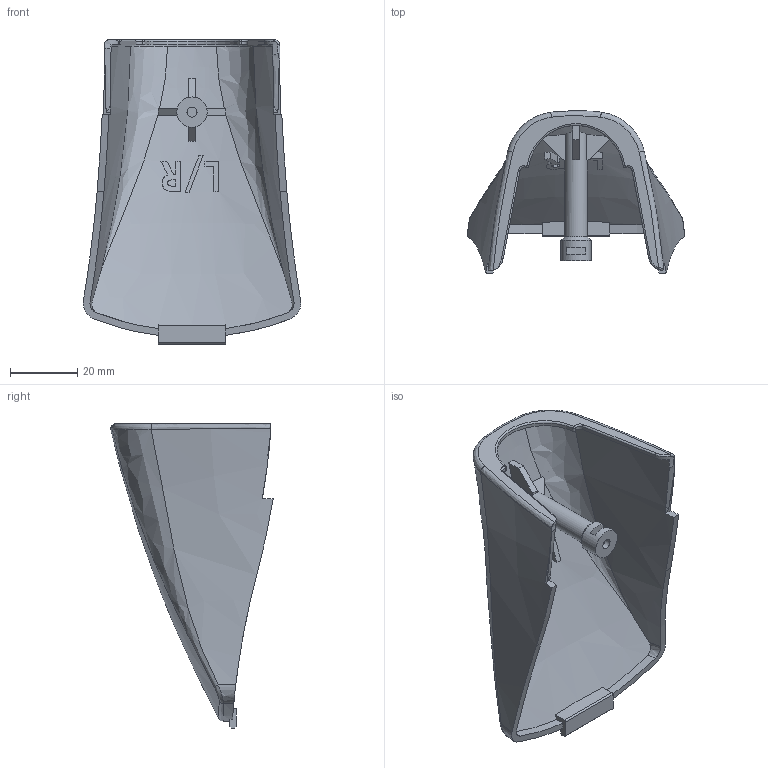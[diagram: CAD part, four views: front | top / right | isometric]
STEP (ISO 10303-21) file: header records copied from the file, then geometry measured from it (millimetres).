
FILE_DESCRIPTION(/* description */ (''),/* implementation_level */ '2;1');
FILE_NAME(/* name */ 'Foot Top Cover Original.step',/* time_stamp */ '2017-06-24T11:28:49+10:00',/* author */ (''),/* organization */ (''),/* preprocessor_version */ 'ST-DEVELOPER v16.13',/* originating_system */ 'Autodesk Translation Framework v6.1.1.50',/* authorisation */ '');
FILE_SCHEMA (('AUTOMOTIVE_DESIGN { 1 0 10303 214 3 1 1 }'));
Length unit declared in the file: millimetre
Products named in the file (1): Foot Top Cover v1
Bounding box: 64.7 x 48.3 x 90.5 mm (x, y, z)
Volume: 19891 mm3; surface area: 20539.3 mm2
Topology: 1 solids, 1 shells, 142 faces, 377 edges, 239 vertices
Faces by surface type: plane 65, bspline 49, cylinder 22, torus 3, sphere 2, cone 1
Full cylindrical faces by diameter (mm): 3 x2, 6.7 x1, 9 x1
Entity records: 10418 total; most frequent: CARTESIAN_POINT 7225, ORIENTED_EDGE 734, DIRECTION 547, EDGE_CURVE 367, VERTEX_POINT 238, AXIS2_PLACEMENT_3D 205, EDGE_LOOP 155, FACE_OUTER_BOUND 142
